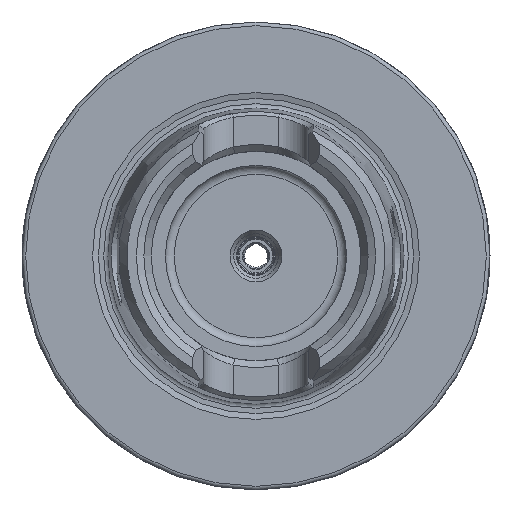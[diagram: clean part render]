
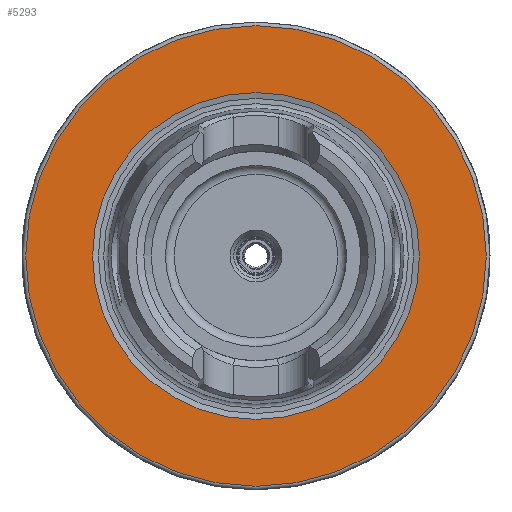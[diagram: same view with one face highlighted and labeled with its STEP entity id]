
A CAD part, left-side view. The second image highlights one B-rep face of the part: STEP entity #5293.
In plain terms, the highlighted planar face has unit normal (-1, 0, 0).
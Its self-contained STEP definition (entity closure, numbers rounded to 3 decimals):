
#5259=CARTESIAN_POINT('',(0.0,22.,0.0));
#5260=VERTEX_POINT('',#5259);
#5261=CARTESIAN_POINT('',(0.0,0.,0.0));
#5262=DIRECTION('',(1.0,0.0,0.0));
#5263=DIRECTION('',(0.0,1.0,0.0));
#5264=AXIS2_PLACEMENT_3D('',#5261,#5262,#5263);
#5265=CIRCLE('',#5264,22.);
#5266=EDGE_CURVE('',#5260,#5260,#5265,.T.);
#5274=CARTESIAN_POINT('',(0.0,26.5,0.0));
#5275=DIRECTION('',(-1.0,0.0,0.0));
#5276=DIRECTION('',(0.0,0.0,1.0));
#5277=AXIS2_PLACEMENT_3D('',#5274,#5275,#5276);
#5278=PLANE('',#5277);
#5279=CARTESIAN_POINT('',(0.0,31.,0.0));
#5280=VERTEX_POINT('',#5279);
#5281=CARTESIAN_POINT('',(0.0,0.,0.0));
#5282=DIRECTION('',(1.0,0.0,0.0));
#5283=DIRECTION('',(0.0,1.0,0.0));
#5284=AXIS2_PLACEMENT_3D('',#5281,#5282,#5283);
#5285=CIRCLE('',#5284,31.);
#5286=EDGE_CURVE('',#5280,#5280,#5285,.T.);
#5287=ORIENTED_EDGE('',*,*,#5286,.F.);
#5288=EDGE_LOOP('',(#5287));
#5289=FACE_OUTER_BOUND('',#5288,.T.);
#5290=ORIENTED_EDGE('',*,*,#5266,.T.);
#5291=EDGE_LOOP('',(#5290));
#5292=FACE_BOUND('',#5291,.T.);
#5293=ADVANCED_FACE('',(#5289,#5292),#5278,.T.);
